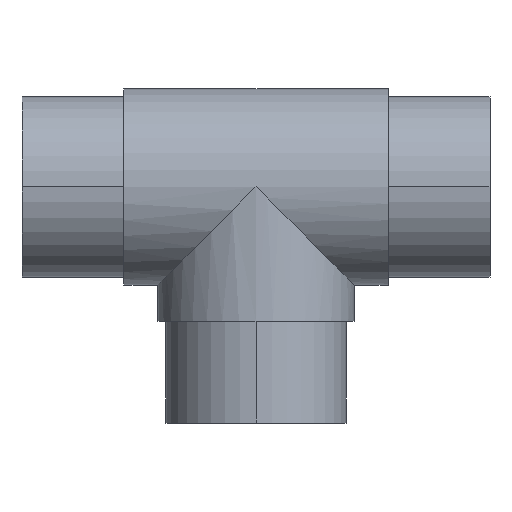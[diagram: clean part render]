
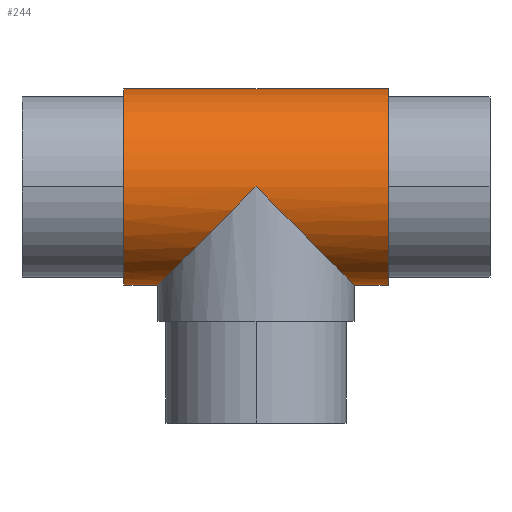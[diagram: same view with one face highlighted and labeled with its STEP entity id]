
A CAD part, top view. The second image highlights one B-rep face of the part: STEP entity #244.
In plain terms, the highlighted cylindrical face has radius 24.15 mm (diameter 48.3 mm), a partial arc.
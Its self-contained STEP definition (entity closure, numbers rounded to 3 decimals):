
#6 = CARTESIAN_POINT ( 'NONE',  ( 0., 0., 24.15 ) ) ;
#7 =( BOUNDED_CURVE ( )  B_SPLINE_CURVE ( 3, ( #61, #216, #590, #6 ),
 .UNSPECIFIED., .F., .T. ) 
 B_SPLINE_CURVE_WITH_KNOTS ( ( 4, 4 ),
 ( 0., 1.571 ),
 .UNSPECIFIED. ) 
 CURVE ( )  GEOMETRIC_REPRESENTATION_ITEM ( )  RATIONAL_B_SPLINE_CURVE ( ( 1., 0.805, 0.805, 1. ) ) 
 REPRESENTATION_ITEM ( '' )  );
#14 = CYLINDRICAL_SURFACE ( 'NONE', #385, 24.15 ) ;
#15 = ORIENTED_EDGE ( 'NONE', *, *, #581, .T. ) ;
#58 = CARTESIAN_POINT ( 'NONE',  ( -32.5, 0., 0. ) ) ;
#61 = CARTESIAN_POINT ( 'NONE',  ( 24.15, -24.15, 0. ) ) ;
#73 = CARTESIAN_POINT ( 'NONE',  ( -32.5, 0., 0. ) ) ;
#112 =( BOUNDED_CURVE ( )  B_SPLINE_CURVE ( 3, ( #221, #497, #169, #213 ),
 .UNSPECIFIED., .F., .T. ) 
 B_SPLINE_CURVE_WITH_KNOTS ( ( 4, 4 ),
 ( 1.571, 3.142 ),
 .UNSPECIFIED. ) 
 CURVE ( )  GEOMETRIC_REPRESENTATION_ITEM ( )  RATIONAL_B_SPLINE_CURVE ( ( 1., 0.805, 0.805, 1. ) ) 
 REPRESENTATION_ITEM ( '' )  );
#152 = DIRECTION ( 'NONE',  ( 0., 1., 0. ) ) ;
#156 = AXIS2_PLACEMENT_3D ( 'NONE', #420, #299, #152 ) ;
#164 = DIRECTION ( 'NONE',  ( 1., 0., 0. ) ) ;
#169 = CARTESIAN_POINT ( 'NONE',  ( -24.15, -24.15, 14.147 ) ) ;
#175 = DIRECTION ( 'NONE',  ( 1., 0., 0. ) ) ;
#177 = VERTEX_POINT ( 'NONE', #217 ) ;
#186 = ORIENTED_EDGE ( 'NONE', *, *, #474, .F. ) ;
#194 = ORIENTED_EDGE ( 'NONE', *, *, #557, .F. ) ;
#210 = ORIENTED_EDGE ( 'NONE', *, *, #464, .F. ) ;
#213 = CARTESIAN_POINT ( 'NONE',  ( -24.15, -24.15, 0. ) ) ;
#216 = CARTESIAN_POINT ( 'NONE',  ( 24.15, -24.15, 14.147 ) ) ;
#217 = CARTESIAN_POINT ( 'NONE',  ( -32.5, 24.15, 0. ) ) ;
#221 = CARTESIAN_POINT ( 'NONE',  ( 0., 0., 24.15 ) ) ;
#244 = ADVANCED_FACE ( 'NONE', ( #493 ), #14, .T. ) ;
#277 = DIRECTION ( 'NONE',  ( 1., 0., 0. ) ) ;
#279 = DIRECTION ( 'NONE',  ( 0., 1., 0. ) ) ;
#299 = DIRECTION ( 'NONE',  ( 1., 0., 0. ) ) ;
#308 = CARTESIAN_POINT ( 'NONE',  ( -32.5, 24.15, 0. ) ) ;
#313 = LINE ( 'NONE', #433, #423 ) ;
#329 = DIRECTION ( 'NONE',  ( 1., 0., 0. ) ) ;
#354 = VECTOR ( 'NONE', #534, 1000. ) ;
#368 = ORIENTED_EDGE ( 'NONE', *, *, #664, .T. ) ;
#379 = EDGE_LOOP ( 'NONE', ( #622, #15, #466, #194, #368, #186, #210 ) ) ;
#380 = DIRECTION ( 'NONE',  ( 0., 1., 0. ) ) ;
#385 = AXIS2_PLACEMENT_3D ( 'NONE', #73, #277, #279 ) ;
#388 = CIRCLE ( 'NONE', #663, 24.15 ) ;
#400 = VERTEX_POINT ( 'NONE', #571 ) ;
#416 = LINE ( 'NONE', #308, #354 ) ;
#420 = CARTESIAN_POINT ( 'NONE',  ( 32.5, 0., 0. ) ) ;
#423 = VECTOR ( 'NONE', #175, 1000. ) ;
#426 = VERTEX_POINT ( 'NONE', #527 ) ;
#433 = CARTESIAN_POINT ( 'NONE',  ( -32.5, -24.15, 0. ) ) ;
#460 = CIRCLE ( 'NONE', #156, 24.15 ) ;
#464 = EDGE_CURVE ( 'NONE', #177, #612, #416, .T. ) ;
#466 = ORIENTED_EDGE ( 'NONE', *, *, #560, .F. ) ;
#474 = EDGE_CURVE ( 'NONE', #612, #426, #460, .T. ) ;
#493 = FACE_OUTER_BOUND ( 'NONE', #379, .T. ) ;
#497 = CARTESIAN_POINT ( 'NONE',  ( -14.147, -14.147, 24.15 ) ) ;
#519 = VECTOR ( 'NONE', #164, 1000. ) ;
#526 = VERTEX_POINT ( 'NONE', #636 ) ;
#527 = CARTESIAN_POINT ( 'NONE',  ( 32.5, -24.15, 0. ) ) ;
#534 = DIRECTION ( 'NONE',  ( 1., 0., 0. ) ) ;
#548 = VERTEX_POINT ( 'NONE', #627 ) ;
#550 = LINE ( 'NONE', #644, #519 ) ;
#557 = EDGE_CURVE ( 'NONE', #400, #526, #7, .T. ) ;
#560 = EDGE_CURVE ( 'NONE', #526, #548, #112, .T. ) ;
#571 = CARTESIAN_POINT ( 'NONE',  ( 24.15, -24.15, 0. ) ) ;
#579 = EDGE_CURVE ( 'NONE', #177, #639, #388, .T. ) ;
#581 = EDGE_CURVE ( 'NONE', #639, #548, #313, .T. ) ;
#590 = CARTESIAN_POINT ( 'NONE',  ( 14.147, -14.147, 24.15 ) ) ;
#612 = VERTEX_POINT ( 'NONE', #652 ) ;
#622 = ORIENTED_EDGE ( 'NONE', *, *, #579, .T. ) ;
#627 = CARTESIAN_POINT ( 'NONE',  ( -24.15, -24.15, 0. ) ) ;
#636 = CARTESIAN_POINT ( 'NONE',  ( 0., 0., 24.15 ) ) ;
#639 = VERTEX_POINT ( 'NONE', #658 ) ;
#644 = CARTESIAN_POINT ( 'NONE',  ( -32.5, -24.15, 0. ) ) ;
#652 = CARTESIAN_POINT ( 'NONE',  ( 32.5, 24.15, 0. ) ) ;
#658 = CARTESIAN_POINT ( 'NONE',  ( -32.5, -24.15, 0. ) ) ;
#663 = AXIS2_PLACEMENT_3D ( 'NONE', #58, #329, #380 ) ;
#664 = EDGE_CURVE ( 'NONE', #400, #426, #550, .T. ) ;
